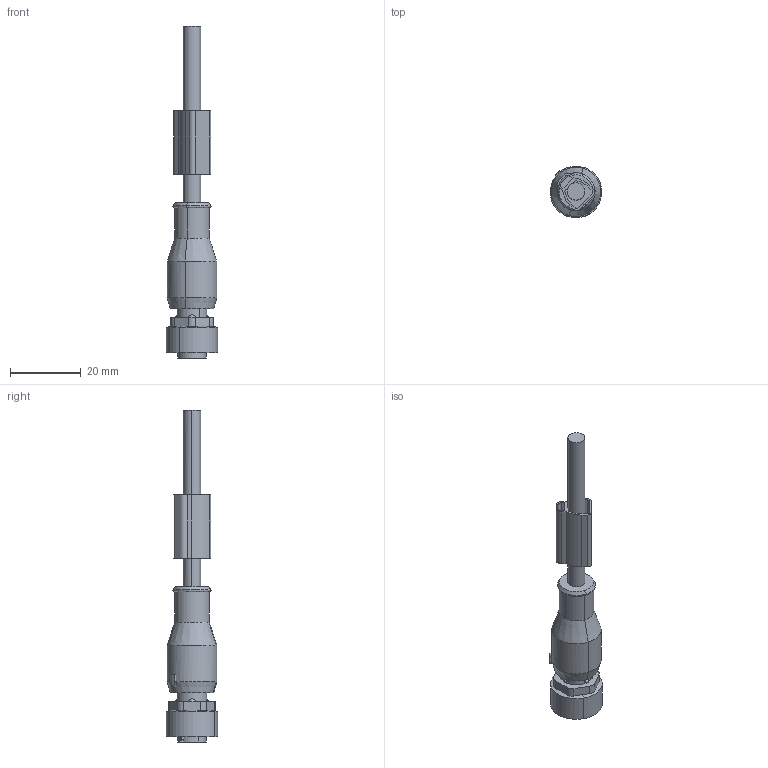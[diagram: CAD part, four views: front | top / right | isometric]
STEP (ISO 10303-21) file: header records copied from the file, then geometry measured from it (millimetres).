
FILE_DESCRIPTION(('CATIA V5 STEP Exchange','CAx-IF Rec.Pracs.--- Model Styling and Organization---1.5--- 2016-08-15','CAx-IF Rec.Pracs.---Supplemental Geometry---1.0---2011-11-01','CAx-IF Rec.Pracs.--- Composite Materials ---1.1---2010-07-15'),'2;1');
FILE_NAME ('1341460-2_0', '2025-03-03T11:56:01+00:00', ('none'), ('Weidmueller'), 'CATIA Version 5-6 Release 2022 SP4 HF5', 'CATIA V5 STEP AP214 v3', 'none');
FILE_SCHEMA(('AUTOMOTIVE_DESIGN { 1 0 10303 214 1 1 1 1 }'));
Length unit declared in the file: millimetre
Products named in the file (1): 2812520000
Bounding box: 14.6 x 14.6 x 94 mm (x, y, z)
Volume: 6202 mm3; surface area: 5046.8 mm2
Topology: 1 solids, 2 shells, 255 faces, 662 edges, 430 vertices
Faces by surface type: cylinder 108, plane 100, cone 34, revolution 5, sphere 4, bspline 2, torus 2
Entity records: 7899 total; most frequent: CARTESIAN_POINT 1868, ORIENTED_EDGE 1320, DIRECTION 950, EDGE_CURVE 660, AXIS2_PLACEMENT_3D 446, VERTEX_POINT 430, VECTOR 310, LINE 310
